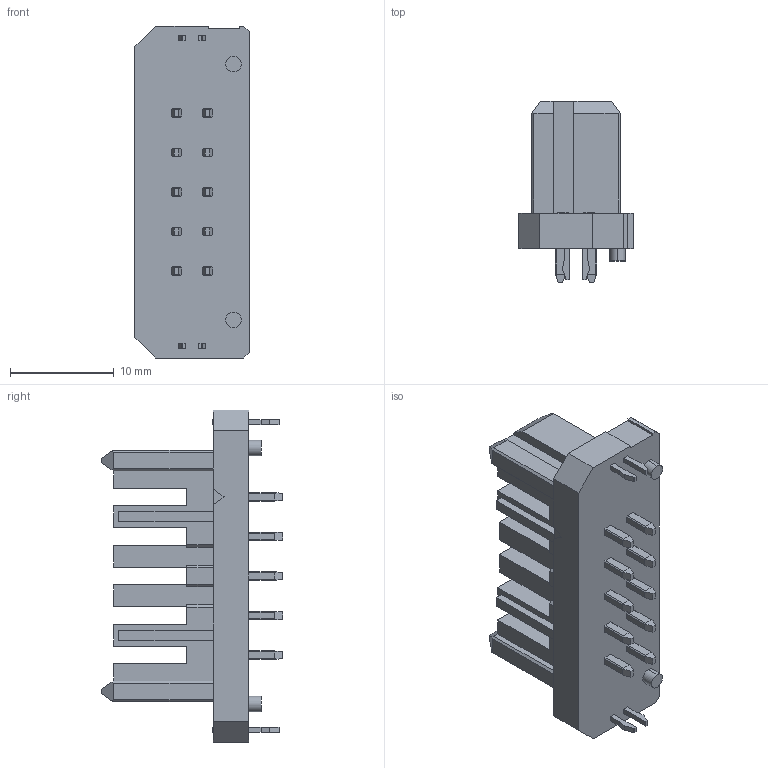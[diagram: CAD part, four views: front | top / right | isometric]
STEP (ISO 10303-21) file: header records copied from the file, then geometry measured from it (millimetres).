
FILE_DESCRIPTION(('CoCreate Modeling STEP Export'),'2;1');
FILE_NAME('FX30B-5P-3.81DSA20.stp','2013-06-12T10:11:39',(''),(''),'CoCreate Modeling STEP processor for AP214 (Solid Model)','CoCreate Modeling 17.0 01-Apr-2010 (C) Parametric Technology GmbH','');
FILE_SCHEMA(('AUTOMOTIVE_DESIGN { 1 0 10303 214 1 1 1 1 }'));
Length unit declared in the file: millimetre
Products named in the file (1): FX30B-5P-3.81DSA20
Bounding box: 11 x 17.5 x 31.99 mm (x, y, z)
Volume: 2467.4 mm3; surface area: 2245.2 mm2
Topology: 1 solids, 1 shells, 303 faces, 836 edges, 556 vertices
Faces by surface type: plane 295, cylinder 8
Entity records: 9234 total; most frequent: ORIENTED_EDGE 1672, CARTESIAN_POINT 1645, DIRECTION 1371, EDGE_CURVE 836, VECTOR 807, LINE 807, VERTEX_POINT 556, EDGE_LOOP 324
